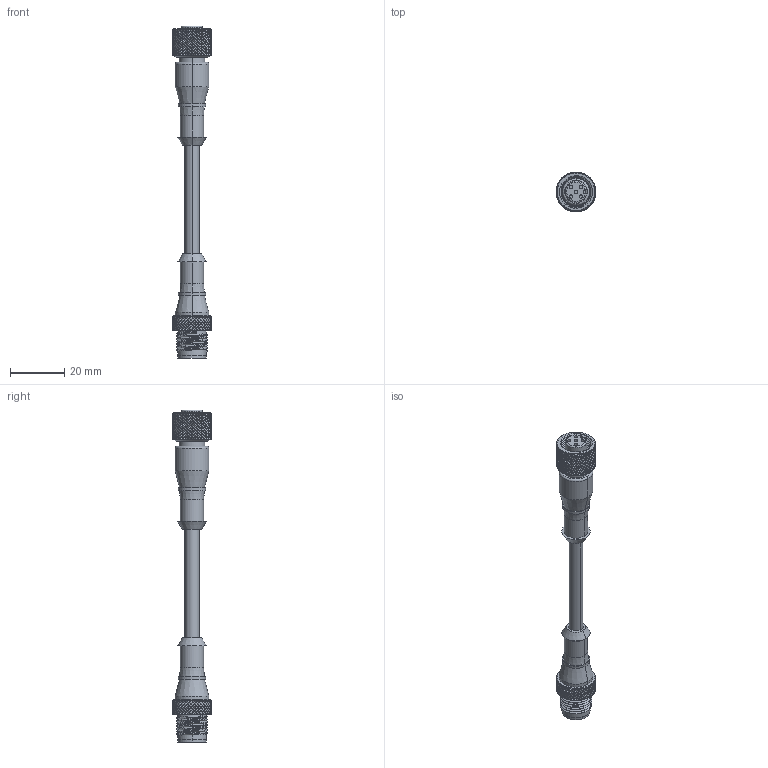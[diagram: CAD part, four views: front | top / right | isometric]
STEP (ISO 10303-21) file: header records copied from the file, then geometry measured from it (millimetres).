
FILE_DESCRIPTION((''),'2;1');
FILE_NAME('219237_ASM','2020-09-03T13:46:01',('PDMAdmin'),('BANNER ENGINEERING'),'CREO PARAMETRIC BY PTC INC, 2019292','CREO PARAMETRIC BY PTC INC, 2019292','');
FILE_SCHEMA(('CONFIG_CONTROL_DESIGN'));
Products named in the file (15): 134203; 145997_HSG; 306-00249; 307-00176; 145997_ASM; 134569; 134568; CABLE_521; 133273; 133395; 133394; 133398_ASM; 122361; 47626_ASM; 219237_ASM
Assembly tree (20 placements, depth 4):
  219237_ASM
    47626_ASM
      134203
      145997_ASM
        145997_HSG
        306-00249  x4
        307-00176
      134569
      134568
      CABLE_521
      133273
      133398_ASM
        133395
        133394  x4
      122361
Bounding box: 14.5 x 14.5 x 122.4 mm (x, y, z)
Volume: 7449.6 mm3; surface area: 9664.4 mm2
Topology: 17 solids, 17 shells, 6008 faces, 13081 edges, 7142 vertices
Faces by surface type: bspline 3859, cylinder 1384, plane 664, cone 54, torus 37, sphere 8, revolution 2
Entity records: 300305 total; most frequent: CARTESIAN_POINT 207458, ORIENTED_EDGE 25164, EDGE_CURVE 12582, B_SPLINE_CURVE_WITH_KNOTS 10043, DIRECTION 7493, VERTEX_POINT 6854, EDGE_LOOP 5866, FACE_OUTER_BOUND 5795
